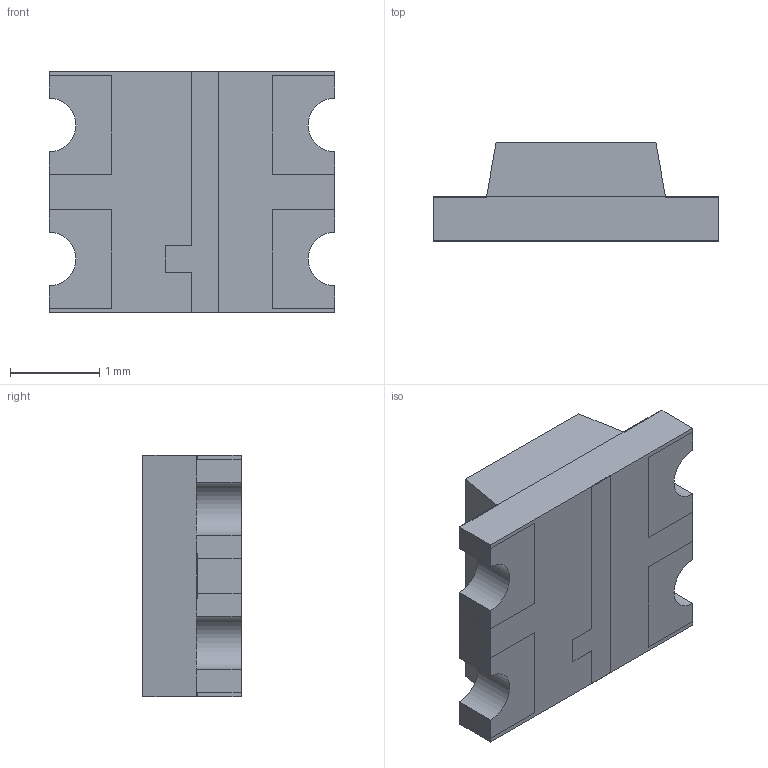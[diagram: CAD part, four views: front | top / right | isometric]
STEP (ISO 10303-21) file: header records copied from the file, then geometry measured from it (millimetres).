
FILE_DESCRIPTION (( 'STEP AP214' ), '1' );
FILE_NAME ('HSMF-C118.STEP', '2023-12-25T18:50:52', ( 'LENOVO' ), ( '' ), 'SwSTEP 2.0', 'SolidWorks 2021', '' );
FILE_SCHEMA (( 'AUTOMOTIVE_DESIGN' ));
Length unit declared in the file: millimetre
Products named in the file (1): HSMF-C118
Bounding box: 3.2 x 1.1 x 2.7 mm (x, y, z)
Volume: 7.1 mm3; surface area: 52.4 mm2
Topology: 8 solids, 8 shells, 121 faces, 302 edges, 198 vertices
Faces by surface type: plane 117, cylinder 4
Entity records: 3621 total; most frequent: CARTESIAN_POINT 622, ORIENTED_EDGE 604, DIRECTION 554, EDGE_CURVE 302, VECTOR 294, LINE 294, VERTEX_POINT 198, AXIS2_PLACEMENT_3D 130
